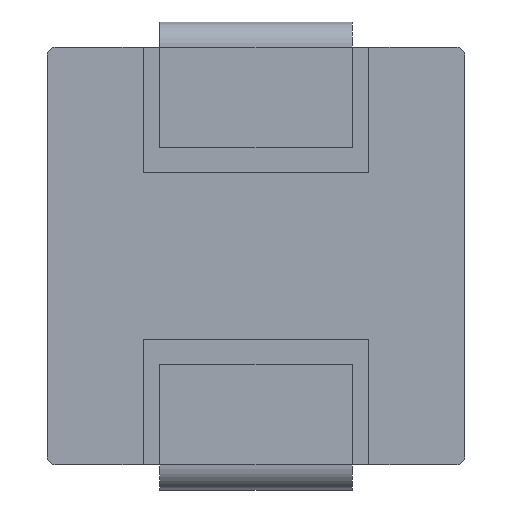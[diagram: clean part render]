
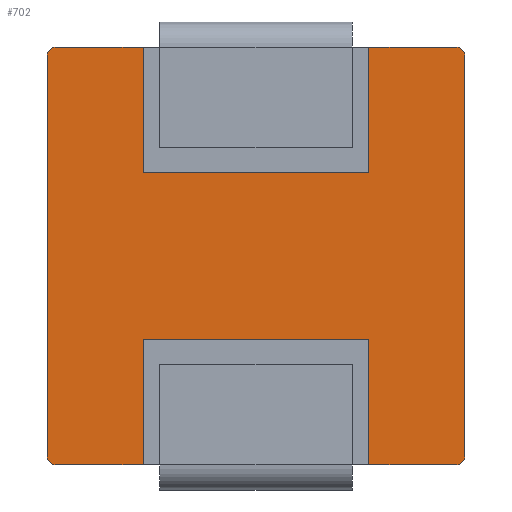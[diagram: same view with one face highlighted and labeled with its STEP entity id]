
A CAD part, front view. The second image highlights one B-rep face of the part: STEP entity #702.
In plain terms, the highlighted planar face has unit normal (0, -1, 0).
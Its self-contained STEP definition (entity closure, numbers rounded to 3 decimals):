
#268 = EDGE_LOOP ( 'NONE', ( #5337, #5339, #5336, #5338, #5340, #5341, #5342, #5344, #5343, #5345, #5347, #5346, #5348, #5349, #5350, #5352 ) ) ;
#410 = CIRCLE ( 'NONE', #3881, 0.1 ) ;
#412 = CIRCLE ( 'NONE', #3855, 0.1 ) ;
#414 = CIRCLE ( 'NONE', #3887, 0.1 ) ;
#416 = CIRCLE ( 'NONE', #3894, 0.1 ) ;
#702 = ADVANCED_FACE ( 'NONE', ( #1948 ), #1761, .T. ) ;
#1758 = DIRECTION ( 'NONE',  ( 0., 0., -1. ) ) ;
#1759 = DIRECTION ( 'NONE',  ( 0., -1., 0. ) ) ;
#1760 = CARTESIAN_POINT ( 'NONE',  ( -2.4, 0., 2.4 ) ) ;
#1761 = PLANE ( 'NONE',  #1950 ) ;
#1823 = VERTEX_POINT ( 'NONE', #3300 ) ;
#1824 = VERTEX_POINT ( 'NONE', #3286 ) ;
#1826 = VERTEX_POINT ( 'NONE', #3302 ) ;
#1828 = VERTEX_POINT ( 'NONE', #3304 ) ;
#1834 = VERTEX_POINT ( 'NONE', #3310 ) ;
#1841 = VERTEX_POINT ( 'NONE', #3317 ) ;
#1842 = VERTEX_POINT ( 'NONE', #3318 ) ;
#1844 = VERTEX_POINT ( 'NONE', #3320 ) ;
#1948 = FACE_OUTER_BOUND ( 'NONE', #268, .T. ) ;
#1950 = AXIS2_PLACEMENT_3D ( 'NONE', #1760, #1759, #1758 ) ;
#2010 = CARTESIAN_POINT ( 'NONE',  ( -2.4, 0., -2.4 ) ) ;
#2062 = LINE ( 'NONE', #2063, #3875 ) ;
#2063 = CARTESIAN_POINT ( 'NONE',  ( 1.35, 0., -1. ) ) ;
#2064 = DIRECTION ( 'NONE',  ( -1., 0., 0. ) ) ;
#2065 = LINE ( 'NONE', #2066, #3876 ) ;
#2066 = CARTESIAN_POINT ( 'NONE',  ( -1.35, 0., -2.5 ) ) ;
#2067 = DIRECTION ( 'NONE',  ( 0., 0., -1. ) ) ;
#2068 = LINE ( 'NONE', #2069, #3877 ) ;
#2069 = CARTESIAN_POINT ( 'NONE',  ( -1.35, 0., 2.5 ) ) ;
#2070 = DIRECTION ( 'NONE',  ( 0., 0., -1. ) ) ;
#2071 = LINE ( 'NONE', #2072, #3878 ) ;
#2072 = CARTESIAN_POINT ( 'NONE',  ( 1.35, 0., 1. ) ) ;
#2073 = DIRECTION ( 'NONE',  ( 1., 0., 0. ) ) ;
#2074 = LINE ( 'NONE', #2075, #3879 ) ;
#2075 = CARTESIAN_POINT ( 'NONE',  ( 1.35, 0., 2.5 ) ) ;
#2076 = DIRECTION ( 'NONE',  ( 0., 0., 1. ) ) ;
#2077 = LINE ( 'NONE', #2078, #3880 ) ;
#2078 = CARTESIAN_POINT ( 'NONE',  ( 1.35, 0., -2.5 ) ) ;
#2079 = DIRECTION ( 'NONE',  ( 0., 0., 1. ) ) ;
#2080 = LINE ( 'NONE', #2081, #3882 ) ;
#2081 = CARTESIAN_POINT ( 'NONE',  ( -2.5, 0., 2.4 ) ) ;
#2082 = DIRECTION ( 'NONE',  ( 0., 0., 1. ) ) ;
#2086 = DIRECTION ( 'NONE',  ( 0., 1., 0. ) ) ;
#2087 = DIRECTION ( 'NONE',  ( 0., 0., -1. ) ) ;
#2094 = CARTESIAN_POINT ( 'NONE',  ( 2.4, 0., -2.4 ) ) ;
#2095 = DIRECTION ( 'NONE',  ( 0., 1., 0. ) ) ;
#2096 = DIRECTION ( 'NONE',  ( 0., 0., -1. ) ) ;
#2100 = CARTESIAN_POINT ( 'NONE',  ( 2.4, 0., 2.4 ) ) ;
#2101 = LINE ( 'NONE', #2102, #3888 ) ;
#2102 = CARTESIAN_POINT ( 'NONE',  ( 2.5, 0., 2.4 ) ) ;
#2103 = DIRECTION ( 'NONE',  ( 0., 0., -1. ) ) ;
#2110 = DIRECTION ( 'NONE',  ( 0., 1., 0. ) ) ;
#2111 = DIRECTION ( 'NONE',  ( 0., 0., 1. ) ) ;
#2118 = CARTESIAN_POINT ( 'NONE',  ( -2.4, 0., 2.4 ) ) ;
#2119 = LINE ( 'NONE', #2120, #3895 ) ;
#2120 = CARTESIAN_POINT ( 'NONE',  ( -2.4, 0., 2.5 ) ) ;
#2121 = DIRECTION ( 'NONE',  ( 1., 0., 0. ) ) ;
#2143 = LINE ( 'NONE', #2144, #3903 ) ;
#2144 = CARTESIAN_POINT ( 'NONE',  ( -2.4, 0., 2.5 ) ) ;
#2145 = DIRECTION ( 'NONE',  ( 1., 0., 0. ) ) ;
#2152 = DIRECTION ( 'NONE',  ( 0., 1., 0. ) ) ;
#2153 = DIRECTION ( 'NONE',  ( 0., 0., -1. ) ) ;
#2198 = CARTESIAN_POINT ( 'NONE',  ( -1.35, 0., -1. ) ) ;
#2199 = CARTESIAN_POINT ( 'NONE',  ( -1.35, 0., 1. ) ) ;
#2200 = CARTESIAN_POINT ( 'NONE',  ( 1.35, 0., 1. ) ) ;
#2201 = CARTESIAN_POINT ( 'NONE',  ( 1.35, 0., -1. ) ) ;
#2202 = CARTESIAN_POINT ( 'NONE',  ( -2.5, 0., -2.4 ) ) ;
#2204 = CARTESIAN_POINT ( 'NONE',  ( 2.5, 0., -2.4 ) ) ;
#2206 = CARTESIAN_POINT ( 'NONE',  ( 2.5, 0., 2.4 ) ) ;
#2208 = CARTESIAN_POINT ( 'NONE',  ( 1.35, 0., 2.5 ) ) ;
#2782 = LINE ( 'NONE', #2783, #4022 ) ;
#2783 = CARTESIAN_POINT ( 'NONE',  ( -2.4, 0., -2.5 ) ) ;
#2784 = DIRECTION ( 'NONE',  ( -1., 0., 0. ) ) ;
#2806 = LINE ( 'NONE', #2807, #4030 ) ;
#2807 = CARTESIAN_POINT ( 'NONE',  ( -2.4, 0., -2.5 ) ) ;
#2808 = DIRECTION ( 'NONE',  ( -1., 0., 0. ) ) ;
#3286 = CARTESIAN_POINT ( 'NONE',  ( 2.4, 0., 2.5 ) ) ;
#3300 = CARTESIAN_POINT ( 'NONE',  ( -1.35, 0., 2.5 ) ) ;
#3302 = CARTESIAN_POINT ( 'NONE',  ( -2.5, 0., 2.4 ) ) ;
#3304 = CARTESIAN_POINT ( 'NONE',  ( -2.4, 0., 2.5 ) ) ;
#3310 = CARTESIAN_POINT ( 'NONE',  ( -1.35, 0., -2.5 ) ) ;
#3317 = CARTESIAN_POINT ( 'NONE',  ( 1.35, 0., -2.5 ) ) ;
#3318 = CARTESIAN_POINT ( 'NONE',  ( 2.4, 0., -2.5 ) ) ;
#3320 = CARTESIAN_POINT ( 'NONE',  ( -2.4, 0., -2.5 ) ) ;
#3488 = EDGE_CURVE ( 'NONE', #1834, #1844, #2782, .T. ) ;
#3496 = EDGE_CURVE ( 'NONE', #1842, #1841, #2806, .T. ) ;
#3855 = AXIS2_PLACEMENT_3D ( 'NONE', #2094, #2095, #2096 ) ;
#3875 = VECTOR ( 'NONE', #2064, 1000. ) ;
#3876 = VECTOR ( 'NONE', #2067, 1000. ) ;
#3877 = VECTOR ( 'NONE', #2070, 1000. ) ;
#3878 = VECTOR ( 'NONE', #2073, 1000. ) ;
#3879 = VECTOR ( 'NONE', #2076, 1000. ) ;
#3880 = VECTOR ( 'NONE', #2079, 1000. ) ;
#3881 = AXIS2_PLACEMENT_3D ( 'NONE', #2010, #2086, #2087 ) ;
#3882 = VECTOR ( 'NONE', #2082, 1000. ) ;
#3887 = AXIS2_PLACEMENT_3D ( 'NONE', #2100, #2110, #2111 ) ;
#3888 = VECTOR ( 'NONE', #2103, 1000. ) ;
#3894 = AXIS2_PLACEMENT_3D ( 'NONE', #2118, #2152, #2153 ) ;
#3895 = VECTOR ( 'NONE', #2121, 1000. ) ;
#3903 = VECTOR ( 'NONE', #2145, 1000. ) ;
#3937 = EDGE_CURVE ( 'NONE', #5214, #5211, #2062, .T. ) ;
#3938 = EDGE_CURVE ( 'NONE', #5211, #1834, #2065, .T. ) ;
#3939 = EDGE_CURVE ( 'NONE', #1823, #5212, #2068, .T. ) ;
#3940 = EDGE_CURVE ( 'NONE', #5212, #5213, #2071, .T. ) ;
#3941 = EDGE_CURVE ( 'NONE', #5213, #5221, #2074, .T. ) ;
#3942 = EDGE_CURVE ( 'NONE', #1841, #5214, #2077, .T. ) ;
#3943 = EDGE_CURVE ( 'NONE', #5215, #1826, #2080, .T. ) ;
#3945 = EDGE_CURVE ( 'NONE', #1844, #5215, #410, .T. ) ;
#3948 = EDGE_CURVE ( 'NONE', #5217, #1842, #412, .T. ) ;
#3950 = EDGE_CURVE ( 'NONE', #5219, #5217, #2101, .T. ) ;
#3953 = EDGE_CURVE ( 'NONE', #1824, #5219, #414, .T. ) ;
#3956 = EDGE_CURVE ( 'NONE', #5221, #1824, #2119, .T. ) ;
#3964 = EDGE_CURVE ( 'NONE', #1828, #1823, #2143, .T. ) ;
#3967 = EDGE_CURVE ( 'NONE', #1826, #1828, #416, .T. ) ;
#4022 = VECTOR ( 'NONE', #2784, 1000. ) ;
#4030 = VECTOR ( 'NONE', #2808, 1000. ) ;
#5211 = VERTEX_POINT ( 'NONE', #2198 ) ;
#5212 = VERTEX_POINT ( 'NONE', #2199 ) ;
#5213 = VERTEX_POINT ( 'NONE', #2200 ) ;
#5214 = VERTEX_POINT ( 'NONE', #2201 ) ;
#5215 = VERTEX_POINT ( 'NONE', #2202 ) ;
#5217 = VERTEX_POINT ( 'NONE', #2204 ) ;
#5219 = VERTEX_POINT ( 'NONE', #2206 ) ;
#5221 = VERTEX_POINT ( 'NONE', #2208 ) ;
#5336 = ORIENTED_EDGE ( 'NONE', *, *, #3948, .F. ) ;
#5337 = ORIENTED_EDGE ( 'NONE', *, *, #3942, .F. ) ;
#5338 = ORIENTED_EDGE ( 'NONE', *, *, #3950, .F. ) ;
#5339 = ORIENTED_EDGE ( 'NONE', *, *, #3496, .F. ) ;
#5340 = ORIENTED_EDGE ( 'NONE', *, *, #3953, .F. ) ;
#5341 = ORIENTED_EDGE ( 'NONE', *, *, #3956, .F. ) ;
#5342 = ORIENTED_EDGE ( 'NONE', *, *, #3941, .F. ) ;
#5343 = ORIENTED_EDGE ( 'NONE', *, *, #3939, .F. ) ;
#5344 = ORIENTED_EDGE ( 'NONE', *, *, #3940, .F. ) ;
#5345 = ORIENTED_EDGE ( 'NONE', *, *, #3964, .F. ) ;
#5346 = ORIENTED_EDGE ( 'NONE', *, *, #3943, .F. ) ;
#5347 = ORIENTED_EDGE ( 'NONE', *, *, #3967, .F. ) ;
#5348 = ORIENTED_EDGE ( 'NONE', *, *, #3945, .F. ) ;
#5349 = ORIENTED_EDGE ( 'NONE', *, *, #3488, .F. ) ;
#5350 = ORIENTED_EDGE ( 'NONE', *, *, #3938, .F. ) ;
#5352 = ORIENTED_EDGE ( 'NONE', *, *, #3937, .F. ) ;
